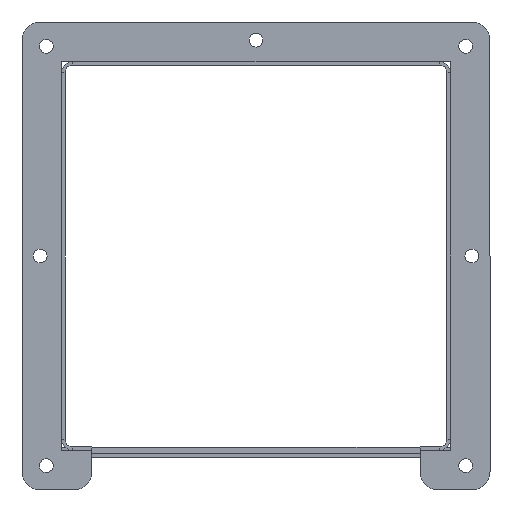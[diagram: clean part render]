
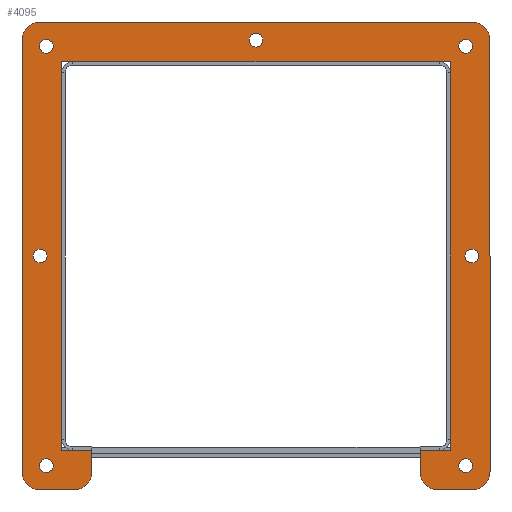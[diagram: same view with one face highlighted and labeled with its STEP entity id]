
A CAD part, front view. The second image highlights one B-rep face of the part: STEP entity #4095.
In plain terms, the highlighted face is planar.
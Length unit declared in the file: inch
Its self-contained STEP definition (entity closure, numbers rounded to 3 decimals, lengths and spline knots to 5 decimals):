
#127=FACE_BOUND('',#668,.T.);
#128=FACE_BOUND('',#669,.T.);
#129=FACE_BOUND('',#670,.T.);
#130=FACE_BOUND('',#671,.T.);
#131=FACE_BOUND('',#672,.T.);
#132=FACE_BOUND('',#673,.T.);
#133=FACE_BOUND('',#674,.T.);
#134=FACE_BOUND('',#675,.T.);
#260=PLANE('',#4399);
#668=EDGE_LOOP('',(#2980));
#669=EDGE_LOOP('',(#2981));
#670=EDGE_LOOP('',(#2982));
#671=EDGE_LOOP('',(#2983));
#672=EDGE_LOOP('',(#2984));
#673=EDGE_LOOP('',(#2985));
#674=EDGE_LOOP('',(#2986));
#675=EDGE_LOOP('',(#2987,#2988,#2989,#2990,#2991,#2992,#2993,#2994,#2995,
#2996,#2997,#2998,#2999,#3000,#3001,#3002,#3003,#3004));
#915=CIRCLE('',#4350,0.14063);
#917=CIRCLE('',#4353,0.14063);
#919=CIRCLE('',#4356,0.14063);
#920=CIRCLE('',#4358,0.14063);
#922=CIRCLE('',#4361,0.14063);
#924=CIRCLE('',#4364,0.14063);
#926=CIRCLE('',#4367,0.14063);
#928=CIRCLE('',#4373,0.375);
#930=CIRCLE('',#4377,0.375);
#932=CIRCLE('',#4381,0.375);
#934=CIRCLE('',#4385,0.375);
#936=CIRCLE('',#4389,0.375);
#938=CIRCLE('',#4393,0.375);
#1114=LINE('',#6164,#1502);
#1118=LINE('',#6172,#1506);
#1121=LINE('',#6178,#1509);
#1125=LINE('',#6190,#1513);
#1129=LINE('',#6202,#1517);
#1133=LINE('',#6214,#1521);
#1137=LINE('',#6226,#1525);
#1141=LINE('',#6238,#1529);
#1145=LINE('',#6250,#1533);
#1148=LINE('',#6256,#1536);
#1151=LINE('',#6262,#1539);
#1154=LINE('',#6267,#1542);
#1502=VECTOR('',#4938,8.);
#1506=VECTOR('',#4944,0.625);
#1509=VECTOR('',#4949,0.4375);
#1513=VECTOR('',#4961,0.6875);
#1517=VECTOR('',#4973,8.875);
#1521=VECTOR('',#4985,8.875);
#1525=VECTOR('',#4997,8.875);
#1529=VECTOR('',#5009,0.6875);
#1533=VECTOR('',#5021,0.4375);
#1536=VECTOR('',#5026,0.625);
#1539=VECTOR('',#5031,8.);
#1542=VECTOR('',#5036,8.);
#1871=VERTEX_POINT('',#6129);
#1873=VERTEX_POINT('',#6134);
#1875=VERTEX_POINT('',#6139);
#1876=VERTEX_POINT('',#6142);
#1878=VERTEX_POINT('',#6147);
#1880=VERTEX_POINT('',#6152);
#1882=VERTEX_POINT('',#6157);
#1884=VERTEX_POINT('',#6162);
#1885=VERTEX_POINT('',#6163);
#1888=VERTEX_POINT('',#6171);
#1890=VERTEX_POINT('',#6177);
#1892=VERTEX_POINT('',#6183);
#1894=VERTEX_POINT('',#6189);
#1896=VERTEX_POINT('',#6195);
#1898=VERTEX_POINT('',#6201);
#1900=VERTEX_POINT('',#6207);
#1902=VERTEX_POINT('',#6213);
#1904=VERTEX_POINT('',#6219);
#1906=VERTEX_POINT('',#6225);
#1908=VERTEX_POINT('',#6231);
#1910=VERTEX_POINT('',#6237);
#1912=VERTEX_POINT('',#6243);
#1914=VERTEX_POINT('',#6249);
#1916=VERTEX_POINT('',#6255);
#1918=VERTEX_POINT('',#6261);
#2271=EDGE_CURVE('',#1871,#1871,#915,.T.);
#2273=EDGE_CURVE('',#1873,#1873,#917,.T.);
#2275=EDGE_CURVE('',#1875,#1875,#919,.T.);
#2276=EDGE_CURVE('',#1876,#1876,#920,.T.);
#2278=EDGE_CURVE('',#1878,#1878,#922,.T.);
#2280=EDGE_CURVE('',#1880,#1880,#924,.T.);
#2282=EDGE_CURVE('',#1882,#1882,#926,.T.);
#2284=EDGE_CURVE('',#1884,#1885,#1114,.T.);
#2288=EDGE_CURVE('',#1885,#1888,#1118,.T.);
#2291=EDGE_CURVE('',#1888,#1890,#1121,.T.);
#2294=EDGE_CURVE('',#1890,#1892,#928,.T.);
#2297=EDGE_CURVE('',#1892,#1894,#1125,.T.);
#2300=EDGE_CURVE('',#1894,#1896,#930,.T.);
#2303=EDGE_CURVE('',#1896,#1898,#1129,.T.);
#2306=EDGE_CURVE('',#1898,#1900,#932,.T.);
#2309=EDGE_CURVE('',#1900,#1902,#1133,.T.);
#2312=EDGE_CURVE('',#1902,#1904,#934,.T.);
#2315=EDGE_CURVE('',#1904,#1906,#1137,.T.);
#2318=EDGE_CURVE('',#1906,#1908,#936,.T.);
#2321=EDGE_CURVE('',#1908,#1910,#1141,.T.);
#2324=EDGE_CURVE('',#1910,#1912,#938,.T.);
#2327=EDGE_CURVE('',#1912,#1914,#1145,.T.);
#2330=EDGE_CURVE('',#1914,#1916,#1148,.T.);
#2333=EDGE_CURVE('',#1916,#1918,#1151,.T.);
#2336=EDGE_CURVE('',#1918,#1884,#1154,.T.);
#2980=ORIENTED_EDGE('',*,*,#2271,.T.);
#2981=ORIENTED_EDGE('',*,*,#2273,.T.);
#2982=ORIENTED_EDGE('',*,*,#2275,.T.);
#2983=ORIENTED_EDGE('',*,*,#2276,.T.);
#2984=ORIENTED_EDGE('',*,*,#2278,.T.);
#2985=ORIENTED_EDGE('',*,*,#2280,.T.);
#2986=ORIENTED_EDGE('',*,*,#2282,.T.);
#2987=ORIENTED_EDGE('',*,*,#2284,.F.);
#2988=ORIENTED_EDGE('',*,*,#2336,.F.);
#2989=ORIENTED_EDGE('',*,*,#2333,.F.);
#2990=ORIENTED_EDGE('',*,*,#2330,.F.);
#2991=ORIENTED_EDGE('',*,*,#2327,.F.);
#2992=ORIENTED_EDGE('',*,*,#2324,.F.);
#2993=ORIENTED_EDGE('',*,*,#2321,.F.);
#2994=ORIENTED_EDGE('',*,*,#2318,.F.);
#2995=ORIENTED_EDGE('',*,*,#2315,.F.);
#2996=ORIENTED_EDGE('',*,*,#2312,.F.);
#2997=ORIENTED_EDGE('',*,*,#2309,.F.);
#2998=ORIENTED_EDGE('',*,*,#2306,.F.);
#2999=ORIENTED_EDGE('',*,*,#2303,.F.);
#3000=ORIENTED_EDGE('',*,*,#2300,.F.);
#3001=ORIENTED_EDGE('',*,*,#2297,.F.);
#3002=ORIENTED_EDGE('',*,*,#2294,.F.);
#3003=ORIENTED_EDGE('',*,*,#2291,.F.);
#3004=ORIENTED_EDGE('',*,*,#2288,.F.);
#4095=ADVANCED_FACE('',(#127,#128,#129,#130,#131,#132,#133,#134),#260,.T.);
#4350=AXIS2_PLACEMENT_3D('',#6130,#4898,#4899);
#4353=AXIS2_PLACEMENT_3D('',#6135,#4904,#4905);
#4356=AXIS2_PLACEMENT_3D('',#6140,#4910,#4911);
#4358=AXIS2_PLACEMENT_3D('',#6143,#4914,#4915);
#4361=AXIS2_PLACEMENT_3D('',#6148,#4920,#4921);
#4364=AXIS2_PLACEMENT_3D('',#6153,#4926,#4927);
#4367=AXIS2_PLACEMENT_3D('',#6158,#4932,#4933);
#4373=AXIS2_PLACEMENT_3D('',#6184,#4954,#4955);
#4377=AXIS2_PLACEMENT_3D('',#6196,#4966,#4967);
#4381=AXIS2_PLACEMENT_3D('',#6208,#4978,#4979);
#4385=AXIS2_PLACEMENT_3D('',#6220,#4990,#4991);
#4389=AXIS2_PLACEMENT_3D('',#6232,#5002,#5003);
#4393=AXIS2_PLACEMENT_3D('',#6244,#5014,#5015);
#4399=AXIS2_PLACEMENT_3D('',#6269,#5038,#5039);
#4898=DIRECTION('center_axis',(0.,0.,-1.));
#4899=DIRECTION('ref_axis',(-1.,0.,0.));
#4904=DIRECTION('center_axis',(0.,0.,-1.));
#4905=DIRECTION('ref_axis',(-1.,0.,0.));
#4910=DIRECTION('center_axis',(0.,0.,-1.));
#4911=DIRECTION('ref_axis',(-1.,0.,0.));
#4914=DIRECTION('center_axis',(0.,0.,-1.));
#4915=DIRECTION('ref_axis',(-1.,0.,0.));
#4920=DIRECTION('center_axis',(0.,0.,-1.));
#4921=DIRECTION('ref_axis',(-1.,0.,0.));
#4926=DIRECTION('center_axis',(0.,0.,-1.));
#4927=DIRECTION('ref_axis',(-1.,0.,0.));
#4932=DIRECTION('center_axis',(0.,0.,-1.));
#4933=DIRECTION('ref_axis',(-1.,0.,0.));
#4938=DIRECTION('',(0.,1.,0.));
#4944=DIRECTION('',(-1.,0.,0.));
#4949=DIRECTION('',(0.,1.,0.));
#4954=DIRECTION('center_axis',(0.,0.,-1.));
#4955=DIRECTION('ref_axis',(0.,-1.,0.));
#4961=DIRECTION('',(1.,0.,0.));
#4966=DIRECTION('center_axis',(0.,0.,-1.));
#4967=DIRECTION('ref_axis',(-1.,0.,0.));
#4973=DIRECTION('',(0.,-1.,0.));
#4978=DIRECTION('center_axis',(0.,0.,-1.));
#4979=DIRECTION('ref_axis',(0.,1.,0.));
#4985=DIRECTION('',(-1.,0.,0.));
#4990=DIRECTION('center_axis',(0.,0.,-1.));
#4991=DIRECTION('ref_axis',(1.,0.,0.));
#4997=DIRECTION('',(0.,1.,0.));
#5002=DIRECTION('center_axis',(0.,0.,-1.));
#5003=DIRECTION('ref_axis',(0.,-1.,0.));
#5009=DIRECTION('',(1.,0.,0.));
#5014=DIRECTION('center_axis',(0.,0.,-1.));
#5015=DIRECTION('ref_axis',(-1.,0.,0.));
#5021=DIRECTION('',(0.,-1.,0.));
#5026=DIRECTION('',(-1.,0.,0.));
#5031=DIRECTION('',(0.,-1.,0.));
#5036=DIRECTION('',(1.,0.,0.));
#5038=DIRECTION('center_axis',(0.,0.,1.));
#5039=DIRECTION('ref_axis',(1.,0.,0.));
#6129=CARTESIAN_POINT('',(4.57813,0.,0.125));
#6130=CARTESIAN_POINT('Origin',(4.4375,0.,0.125));
#6134=CARTESIAN_POINT('',(-4.29688,0.,0.125));
#6135=CARTESIAN_POINT('Origin',(-4.4375,0.,0.125));
#6139=CARTESIAN_POINT('',(0.14063,-4.4375,0.125));
#6140=CARTESIAN_POINT('Origin',(0.,-4.4375,0.125));
#6142=CARTESIAN_POINT('',(-4.17188,4.3125,0.125));
#6143=CARTESIAN_POINT('Origin',(-4.3125,4.3125,0.125));
#6147=CARTESIAN_POINT('',(-4.17188,-4.3125,0.125));
#6148=CARTESIAN_POINT('Origin',(-4.3125,-4.3125,0.125));
#6152=CARTESIAN_POINT('',(4.45313,-4.3125,0.125));
#6153=CARTESIAN_POINT('Origin',(4.3125,-4.3125,0.125));
#6157=CARTESIAN_POINT('',(4.45313,4.3125,0.125));
#6158=CARTESIAN_POINT('Origin',(4.3125,4.3125,0.125));
#6162=CARTESIAN_POINT('',(4.,-4.,0.125));
#6163=CARTESIAN_POINT('',(4.,4.,0.125));
#6164=CARTESIAN_POINT('',(4.,-4.,0.125));
#6171=CARTESIAN_POINT('',(3.375,4.,0.125));
#6172=CARTESIAN_POINT('',(4.,4.,0.125));
#6177=CARTESIAN_POINT('',(3.375,4.4375,0.125));
#6178=CARTESIAN_POINT('',(3.375,4.,0.125));
#6183=CARTESIAN_POINT('',(3.75,4.8125,0.125));
#6184=CARTESIAN_POINT('Origin',(3.75,4.4375,0.125));
#6189=CARTESIAN_POINT('',(4.4375,4.8125,0.125));
#6190=CARTESIAN_POINT('',(3.75,4.8125,0.125));
#6195=CARTESIAN_POINT('',(4.8125,4.4375,0.125));
#6196=CARTESIAN_POINT('Origin',(4.4375,4.4375,0.125));
#6201=CARTESIAN_POINT('',(4.8125,-4.4375,0.125));
#6202=CARTESIAN_POINT('',(4.8125,4.4375,0.125));
#6207=CARTESIAN_POINT('',(4.4375,-4.8125,0.125));
#6208=CARTESIAN_POINT('Origin',(4.4375,-4.4375,0.125));
#6213=CARTESIAN_POINT('',(-4.4375,-4.8125,0.125));
#6214=CARTESIAN_POINT('',(4.4375,-4.8125,0.125));
#6219=CARTESIAN_POINT('',(-4.8125,-4.4375,0.125));
#6220=CARTESIAN_POINT('Origin',(-4.4375,-4.4375,0.125));
#6225=CARTESIAN_POINT('',(-4.8125,4.4375,0.125));
#6226=CARTESIAN_POINT('',(-4.8125,-4.4375,0.125));
#6231=CARTESIAN_POINT('',(-4.4375,4.8125,0.125));
#6232=CARTESIAN_POINT('Origin',(-4.4375,4.4375,0.125));
#6237=CARTESIAN_POINT('',(-3.75,4.8125,0.125));
#6238=CARTESIAN_POINT('',(-4.4375,4.8125,0.125));
#6243=CARTESIAN_POINT('',(-3.375,4.4375,0.125));
#6244=CARTESIAN_POINT('Origin',(-3.75,4.4375,0.125));
#6249=CARTESIAN_POINT('',(-3.375,4.,0.125));
#6250=CARTESIAN_POINT('',(-3.375,4.4375,0.125));
#6255=CARTESIAN_POINT('',(-4.,4.,0.125));
#6256=CARTESIAN_POINT('',(-3.375,4.,0.125));
#6261=CARTESIAN_POINT('',(-4.,-4.,0.125));
#6262=CARTESIAN_POINT('',(-4.,4.,0.125));
#6267=CARTESIAN_POINT('',(-4.,-4.,0.125));
#6269=CARTESIAN_POINT('Origin',(0.,-0.93479,
0.125));
